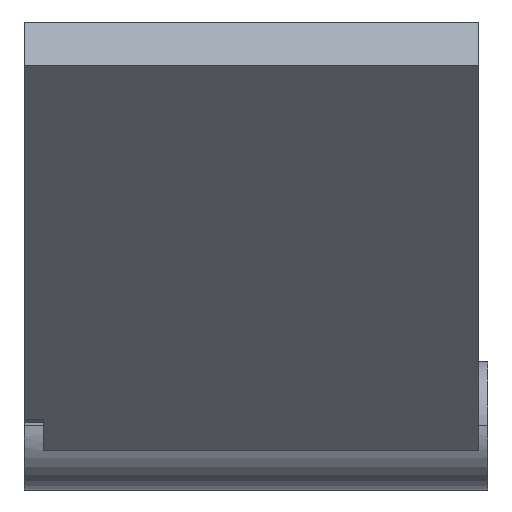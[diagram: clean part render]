
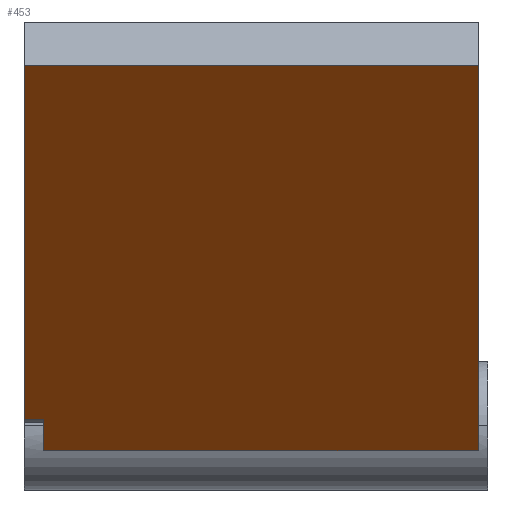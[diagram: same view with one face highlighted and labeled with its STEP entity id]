
A CAD part, top view. The second image highlights one B-rep face of the part: STEP entity #453.
In plain terms, the highlighted planar face has unit normal (0, -0.707, 0.707).
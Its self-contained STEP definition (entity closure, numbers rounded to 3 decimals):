
#1 = EDGE_LOOP ( 'NONE', ( #302, #192, #927, #678, #498, #873 ) ) ;
#3 = DIRECTION ( 'NONE',  ( 0., -0.707, 0.707 ) ) ;
#5 = EDGE_CURVE ( 'NONE', #764, #208, #54, .T. ) ;
#24 = CARTESIAN_POINT ( 'NONE',  ( -23., -13., 13. ) ) ;
#54 = LINE ( 'NONE', #1199, #759 ) ;
#98 = EDGE_CURVE ( 'NONE', #942, #764, #1023, .T. ) ;
#100 = DIRECTION ( 'NONE',  ( 1., 0., 0. ) ) ;
#116 = AXIS2_PLACEMENT_3D ( 'NONE', #185, #3, #1021 ) ;
#135 = VECTOR ( 'NONE', #250, 1000. ) ;
#185 = CARTESIAN_POINT ( 'NONE',  ( -23., -13., 13. ) ) ;
#192 = ORIENTED_EDGE ( 'NONE', *, *, #655, .T. ) ;
#196 = VERTEX_POINT ( 'NONE', #1154 ) ;
#208 = VERTEX_POINT ( 'NONE', #893 ) ;
#250 = DIRECTION ( 'NONE',  ( 0., 0.707, 0.707 ) ) ;
#287 = PLANE ( 'NONE',  #116 ) ;
#302 = ORIENTED_EDGE ( 'NONE', *, *, #865, .F. ) ;
#313 = LINE ( 'NONE', #800, #663 ) ;
#404 = VECTOR ( 'NONE', #1137, 1000. ) ;
#427 = CARTESIAN_POINT ( 'NONE',  ( -23., 21.213, 47.213 ) ) ;
#440 = CARTESIAN_POINT ( 'NONE',  ( -22., -13., 13. ) ) ;
#453 = ADVANCED_FACE ( 'NONE', ( #886 ), #287, .T. ) ;
#458 = EDGE_CURVE ( 'NONE', #638, #942, #502, .T. ) ;
#469 = CARTESIAN_POINT ( 'NONE',  ( -23., 3.295, 29.295 ) ) ;
#498 = ORIENTED_EDGE ( 'NONE', *, *, #98, .F. ) ;
#499 = DIRECTION ( 'NONE',  ( 0., 0.707, 0.707 ) ) ;
#502 = LINE ( 'NONE', #469, #929 ) ;
#597 = CARTESIAN_POINT ( 'NONE',  ( -22., 3.295, 29.295 ) ) ;
#604 = CARTESIAN_POINT ( 'NONE',  ( -23., 1.739, 27.739 ) ) ;
#638 = VERTEX_POINT ( 'NONE', #597 ) ;
#655 = EDGE_CURVE ( 'NONE', #928, #196, #918, .T. ) ;
#663 = VECTOR ( 'NONE', #701, 1000. ) ;
#678 = ORIENTED_EDGE ( 'NONE', *, *, #5, .F. ) ;
#701 = DIRECTION ( 'NONE',  ( 0., 0.707, 0.707 ) ) ;
#725 = CARTESIAN_POINT ( 'NONE',  ( -23., 3.295, 29.295 ) ) ;
#759 = VECTOR ( 'NONE', #100, 1000. ) ;
#764 = VERTEX_POINT ( 'NONE', #427 ) ;
#800 = CARTESIAN_POINT ( 'NONE',  ( 0., -13., 13. ) ) ;
#851 = DIRECTION ( 'NONE',  ( -1., 0., 0. ) ) ;
#856 = LINE ( 'NONE', #440, #135 ) ;
#865 = EDGE_CURVE ( 'NONE', #928, #638, #856, .T. ) ;
#873 = ORIENTED_EDGE ( 'NONE', *, *, #458, .F. ) ;
#886 = FACE_OUTER_BOUND ( 'NONE', #1, .T. ) ;
#893 = CARTESIAN_POINT ( 'NONE',  ( 0., 21.213, 47.213 ) ) ;
#909 = CARTESIAN_POINT ( 'NONE',  ( -22., 1.739, 27.739 ) ) ;
#918 = LINE ( 'NONE', #604, #404 ) ;
#925 = VECTOR ( 'NONE', #499, 1000. ) ;
#927 = ORIENTED_EDGE ( 'NONE', *, *, #965, .T. ) ;
#928 = VERTEX_POINT ( 'NONE', #909 ) ;
#929 = VECTOR ( 'NONE', #851, 1000. ) ;
#942 = VERTEX_POINT ( 'NONE', #725 ) ;
#965 = EDGE_CURVE ( 'NONE', #196, #208, #313, .T. ) ;
#1021 = DIRECTION ( 'NONE',  ( 0., -0.707, -0.707 ) ) ;
#1023 = LINE ( 'NONE', #24, #925 ) ;
#1137 = DIRECTION ( 'NONE',  ( 1., 0., 0. ) ) ;
#1154 = CARTESIAN_POINT ( 'NONE',  ( 0., 1.739, 27.739 ) ) ;
#1199 = CARTESIAN_POINT ( 'NONE',  ( -23., 21.213, 47.213 ) ) ;
